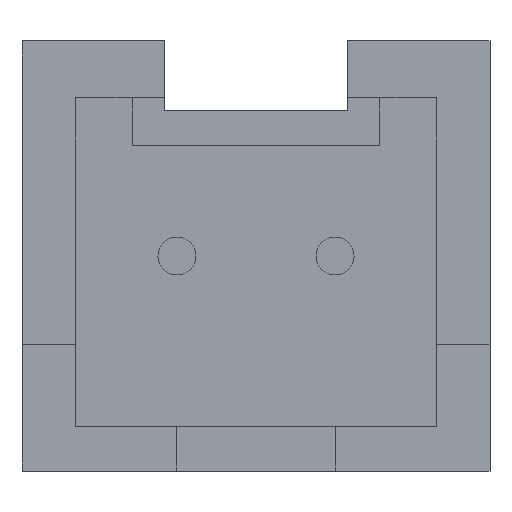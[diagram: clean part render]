
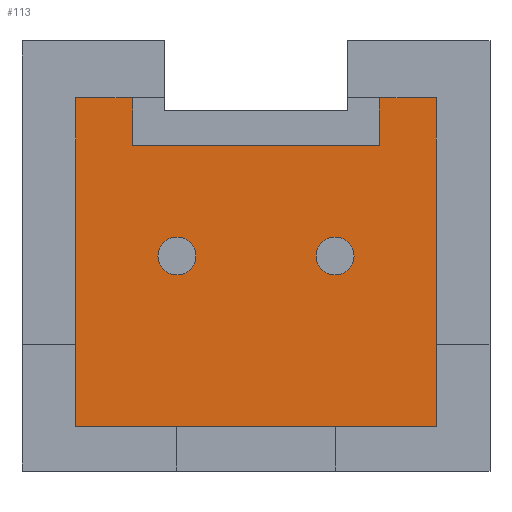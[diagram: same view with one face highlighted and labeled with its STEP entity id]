
A CAD part, front view. The second image highlights one B-rep face of the part: STEP entity #113.
In plain terms, the highlighted planar face has unit normal (0, -1, 0).
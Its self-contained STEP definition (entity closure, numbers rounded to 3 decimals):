
#53=CIRCLE('',#868,0.3);
#54=CIRCLE('',#869,0.3);
#67=FACE_BOUND('',#235,.T.);
#68=FACE_BOUND('',#236,.T.);
#69=FACE_BOUND('',#237,.T.);
#113=ADVANCED_FACE('',(#67,#68,#69),#160,.T.);
#160=PLANE('',#870);
#235=EDGE_LOOP('',(#410));
#236=EDGE_LOOP('',(#411));
#237=EDGE_LOOP('',(#412,#413,#414,#415,#416,#417,#418,#419));
#410=ORIENTED_EDGE('',*,*,#643,.T.);
#411=ORIENTED_EDGE('',*,*,#644,.F.);
#412=ORIENTED_EDGE('',*,*,#635,.F.);
#413=ORIENTED_EDGE('',*,*,#591,.F.);
#414=ORIENTED_EDGE('',*,*,#638,.F.);
#415=ORIENTED_EDGE('',*,*,#640,.F.);
#416=ORIENTED_EDGE('',*,*,#564,.F.);
#417=ORIENTED_EDGE('',*,*,#572,.F.);
#418=ORIENTED_EDGE('',*,*,#575,.F.);
#419=ORIENTED_EDGE('',*,*,#641,.F.);
#489=VERTEX_POINT('',#1108);
#490=VERTEX_POINT('',#1110);
#496=VERTEX_POINT('',#1124);
#498=VERTEX_POINT('',#1130);
#512=VERTEX_POINT('',#1163);
#513=VERTEX_POINT('',#1165);
#542=VERTEX_POINT('',#1251);
#543=VERTEX_POINT('',#1255);
#544=VERTEX_POINT('',#1265);
#545=VERTEX_POINT('',#1267);
#564=EDGE_CURVE('',#489,#490,#669,.T.);
#572=EDGE_CURVE('',#496,#489,#677,.T.);
#575=EDGE_CURVE('',#498,#496,#680,.T.);
#591=EDGE_CURVE('',#512,#513,#696,.T.);
#635=EDGE_CURVE('',#513,#542,#737,.T.);
#638=EDGE_CURVE('',#543,#512,#740,.T.);
#640=EDGE_CURVE('',#490,#543,#742,.T.);
#641=EDGE_CURVE('',#542,#498,#743,.T.);
#643=EDGE_CURVE('',#544,#544,#53,.T.);
#644=EDGE_CURVE('',#545,#545,#54,.T.);
#669=LINE('',#1109,#759);
#677=LINE('',#1125,#767);
#680=LINE('',#1131,#770);
#696=LINE('',#1164,#786);
#737=LINE('',#1250,#827);
#740=LINE('',#1256,#830);
#742=LINE('',#1259,#832);
#743=LINE('',#1261,#833);
#759=VECTOR('',#906,1.);
#767=VECTOR('',#916,1.);
#770=VECTOR('',#921,1.);
#786=VECTOR('',#943,1.);
#827=VECTOR('',#1016,1.);
#830=VECTOR('',#1021,1.);
#832=VECTOR('',#1025,1.);
#833=VECTOR('',#1028,1.);
#868=AXIS2_PLACEMENT_3D('',#1264,#1032,#1033);
#869=AXIS2_PLACEMENT_3D('',#1266,#1034,#1035);
#870=AXIS2_PLACEMENT_3D('',#1268,#1036,#1037);
#906=DIRECTION('',(0.,0.,1.));
#916=DIRECTION('',(1.,0.,0.));
#921=DIRECTION('',(0.,0.,-1.));
#943=DIRECTION('',(-1.,0.,0.));
#1016=DIRECTION('',(0.,0.,1.));
#1021=DIRECTION('',(0.,0.,-1.));
#1025=DIRECTION('',(1.,0.,0.));
#1028=DIRECTION('',(1.,0.,0.));
#1032=DIRECTION('',(0.,1.,0.));
#1033=DIRECTION('',(0.,0.,-1.));
#1034=DIRECTION('',(0.,-1.,0.));
#1035=DIRECTION('',(0.,0.,-1.));
#1036=DIRECTION('',(0.,-1.,0.));
#1037=DIRECTION('',(0.,0.,-1.));
#1108=CARTESIAN_POINT('',(1.95,9.6,5.15));
#1109=CARTESIAN_POINT('',(1.95,9.6,5.9));
#1110=CARTESIAN_POINT('',(1.95,9.6,5.9));
#1124=CARTESIAN_POINT('',(-1.95,9.6,5.15));
#1125=CARTESIAN_POINT('',(1.95,9.6,5.15));
#1130=CARTESIAN_POINT('',(-1.95,9.6,5.9));
#1131=CARTESIAN_POINT('',(-1.95,9.6,5.15));
#1163=CARTESIAN_POINT('',(2.85,9.6,0.7));
#1164=CARTESIAN_POINT('',(-2.85,9.6,0.7));
#1165=CARTESIAN_POINT('',(-2.85,9.6,0.7));
#1250=CARTESIAN_POINT('',(-2.85,9.6,5.9));
#1251=CARTESIAN_POINT('',(-2.85,9.6,5.9));
#1255=CARTESIAN_POINT('',(2.85,9.6,5.9));
#1256=CARTESIAN_POINT('',(2.85,9.6,0.7));
#1259=CARTESIAN_POINT('',(2.85,9.6,5.9));
#1261=CARTESIAN_POINT('',(-1.95,9.6,5.9));
#1264=CARTESIAN_POINT('',(-1.25,9.6,3.4));
#1265=CARTESIAN_POINT('',(-1.25,9.6,3.1));
#1266=CARTESIAN_POINT('',(1.25,9.6,3.4));
#1267=CARTESIAN_POINT('',(1.25,9.6,3.1));
#1268=CARTESIAN_POINT('',(0.,9.6,0.));
